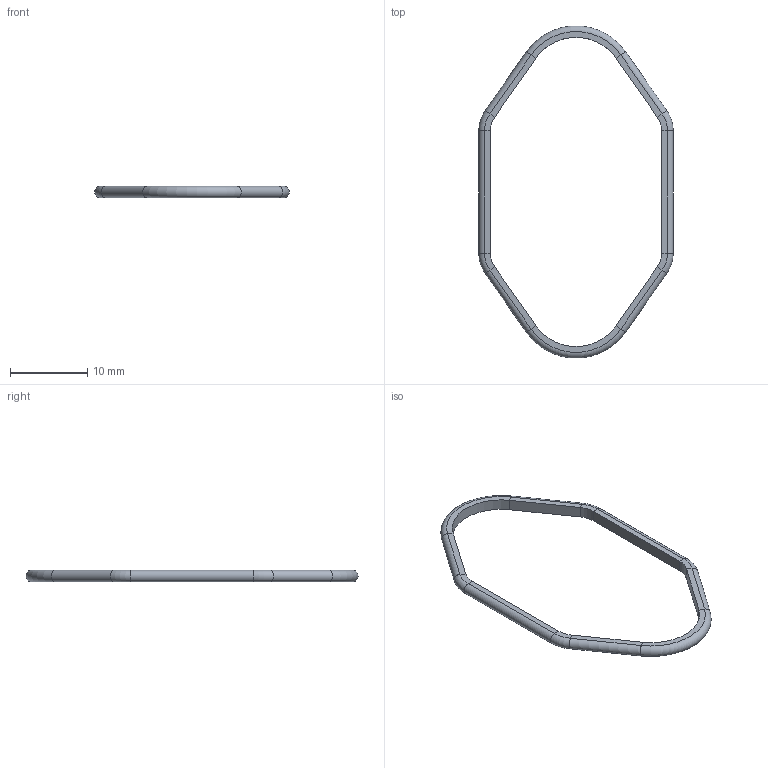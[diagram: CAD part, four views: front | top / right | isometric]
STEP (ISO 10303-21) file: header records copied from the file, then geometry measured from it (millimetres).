
FILE_DESCRIPTION(('CATIA V5 STEP Exchange','CAx-IF Rec.Pracs.--- Model Styling and Organization---1.4--- 2014-01-23'),'2;1');
FILE_NAME ('029480-4_0', '2020-08-07T08:51:17+00:00', ('none'), ('Weidmueller'), 'CATIA Version 5-6 Release 2016 SP3 HF44', 'CATIA V5 STEP AP214', 'none');
FILE_SCHEMA(('AUTOMOTIVE_DESIGN { 1 0 10303 214 1 1 1 1 }'));
Length unit declared in the file: millimetre
Products named in the file (1): 1987460000
Bounding box: 25.2 x 43.04 x 1.5 mm (x, y, z)
Volume: 211.3 mm3; surface area: 562.3 mm2
Topology: 1 solids, 1 shells, 48 faces, 96 edges, 48 vertices
Faces by surface type: plane 30, cylinder 12, torus 6
Entity records: 1127 total; most frequent: ORIENTED_EDGE 192, CARTESIAN_POINT 171, DIRECTION 148, EDGE_CURVE 96, AXIS2_PLACEMENT_3D 63, VECTOR 60, LINE 60, ADVANCED_FACE 48
